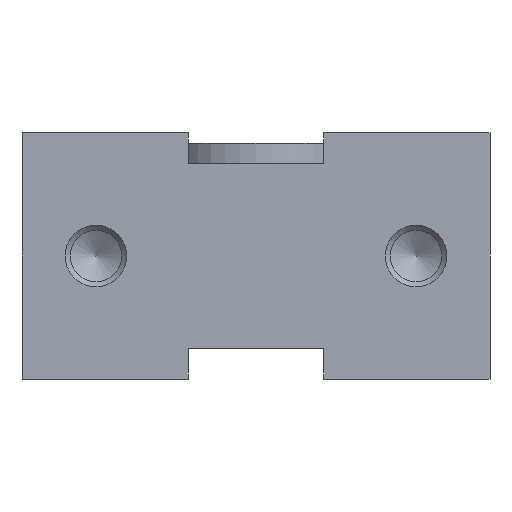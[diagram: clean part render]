
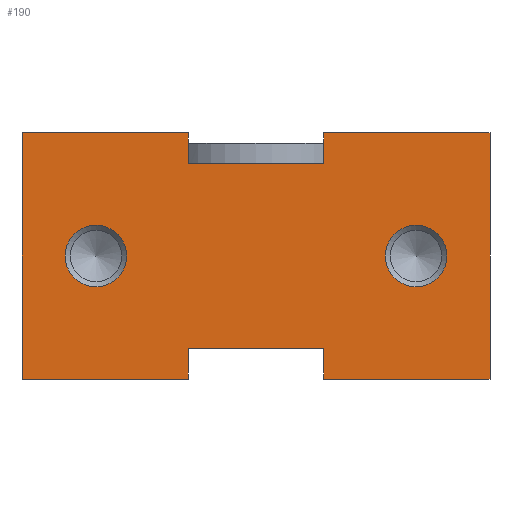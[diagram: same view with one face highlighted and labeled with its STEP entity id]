
A CAD part, front view. The second image highlights one B-rep face of the part: STEP entity #190.
In plain terms, the highlighted planar face has unit normal (0, -1, 0).
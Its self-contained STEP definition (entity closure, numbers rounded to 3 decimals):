
#190 = ADVANCED_FACE( '', ( #435, #436, #437 ), #438, .F. );
#435 = FACE_BOUND( '', #755, .T. );
#436 = FACE_BOUND( '', #756, .T. );
#437 = FACE_OUTER_BOUND( '', #757, .T. );
#438 = PLANE( '', #758 );
#755 = EDGE_LOOP( '', ( #1191 ) );
#756 = EDGE_LOOP( '', ( #1192 ) );
#757 = EDGE_LOOP( '', ( #1193, #1194, #1195, #1196, #1197, #1198, #1199, #1200, #1201, #1202, #1203, #1204 ) );
#758 = AXIS2_PLACEMENT_3D( '', #1205, #1206, #1207 );
#1191 = ORIENTED_EDGE( '', *, *, #1805, .T. );
#1192 = ORIENTED_EDGE( '', *, *, #1786, .T. );
#1193 = ORIENTED_EDGE( '', *, *, #1806, .F. );
#1194 = ORIENTED_EDGE( '', *, *, #1736, .F. );
#1195 = ORIENTED_EDGE( '', *, *, #1807, .F. );
#1196 = ORIENTED_EDGE( '', *, *, #1770, .F. );
#1197 = ORIENTED_EDGE( '', *, *, #1808, .F. );
#1198 = ORIENTED_EDGE( '', *, *, #1747, .F. );
#1199 = ORIENTED_EDGE( '', *, *, #1809, .F. );
#1200 = ORIENTED_EDGE( '', *, *, #1775, .F. );
#1201 = ORIENTED_EDGE( '', *, *, #1810, .F. );
#1202 = ORIENTED_EDGE( '', *, *, #1811, .F. );
#1203 = ORIENTED_EDGE( '', *, *, #1812, .F. );
#1204 = ORIENTED_EDGE( '', *, *, #1813, .F. );
#1205 = CARTESIAN_POINT( '', ( 0., -30.2, 0. ) );
#1206 = DIRECTION( '', ( 0., 1., 0. ) );
#1207 = DIRECTION( '', ( 0., 0., 1. ) );
#1736 = EDGE_CURVE( '', #2039, #2041, #2042, .T. );
#1747 = EDGE_CURVE( '', #2058, #2060, #2061, .T. );
#1770 = EDGE_CURVE( '', #2098, #2100, #2101, .T. );
#1775 = EDGE_CURVE( '', #2107, #2109, #2110, .T. );
#1786 = EDGE_CURVE( '', #2125, #2125, #2126, .T. );
#1805 = EDGE_CURVE( '', #2154, #2154, #2155, .T. );
#1806 = EDGE_CURVE( '', #2041, #2156, #2157, .T. );
#1807 = EDGE_CURVE( '', #2100, #2039, #2158, .T. );
#1808 = EDGE_CURVE( '', #2060, #2098, #2159, .T. );
#1809 = EDGE_CURVE( '', #2109, #2058, #2160, .T. );
#1810 = EDGE_CURVE( '', #2161, #2107, #2162, .T. );
#1811 = EDGE_CURVE( '', #2163, #2161, #2164, .T. );
#1812 = EDGE_CURVE( '', #2165, #2163, #2166, .T. );
#1813 = EDGE_CURVE( '', #2156, #2165, #2167, .T. );
#2039 = VERTEX_POINT( '', #2698 );
#2041 = VERTEX_POINT( '', #2701 );
#2042 = LINE( '', #2702, #2703 );
#2058 = VERTEX_POINT( '', #2725 );
#2060 = VERTEX_POINT( '', #2728 );
#2061 = LINE( '', #2729, #2730 );
#2098 = VERTEX_POINT( '', #2794 );
#2100 = VERTEX_POINT( '', #2797 );
#2101 = LINE( '', #2798, #2799 );
#2107 = VERTEX_POINT( '', #2806 );
#2109 = VERTEX_POINT( '', #2809 );
#2110 = LINE( '', #2810, #2811 );
#2125 = VERTEX_POINT( '', #2833 );
#2126 = CIRCLE( '', #2834, 5. );
#2154 = VERTEX_POINT( '', #2931 );
#2155 = CIRCLE( '', #2932, 5. );
#2156 = VERTEX_POINT( '', #2933 );
#2157 = LINE( '', #2934, #2935 );
#2158 = LINE( '', #2936, #2937 );
#2159 = LINE( '', #2938, #2939 );
#2160 = LINE( '', #2940, #2941 );
#2161 = VERTEX_POINT( '', #2942 );
#2162 = LINE( '', #2943, #2944 );
#2163 = VERTEX_POINT( '', #2945 );
#2164 = LINE( '', #2946, #2947 );
#2165 = VERTEX_POINT( '', #2948 );
#2166 = LINE( '', #2949, #2950 );
#2167 = LINE( '', #2951, #2952 );
#2698 = CARTESIAN_POINT( '', ( -11., -30.2, -20. ) );
#2701 = CARTESIAN_POINT( '', ( -38., -30.2, -20. ) );
#2702 = CARTESIAN_POINT( '', ( -11., -30.2, -20. ) );
#2703 = VECTOR( '', #3290, 1000. );
#2725 = CARTESIAN_POINT( '', ( 38., -30.2, -20. ) );
#2728 = CARTESIAN_POINT( '', ( 11., -30.2, -20. ) );
#2729 = CARTESIAN_POINT( '', ( 38., -30.2, -20. ) );
#2730 = VECTOR( '', #3301, 1000. );
#2794 = CARTESIAN_POINT( '', ( 11., -30.2, -15. ) );
#2797 = CARTESIAN_POINT( '', ( -11., -30.2, -15. ) );
#2798 = CARTESIAN_POINT( '', ( 11., -30.2, -15. ) );
#2799 = VECTOR( '', #3320, 1000. );
#2806 = CARTESIAN_POINT( '', ( 11., -30.2, 20. ) );
#2809 = CARTESIAN_POINT( '', ( 38., -30.2, 20. ) );
#2810 = CARTESIAN_POINT( '', ( 11., -30.2, 20. ) );
#2811 = VECTOR( '', #3326, 1000. );
#2833 = CARTESIAN_POINT( '', ( -26., -30.2, 5. ) );
#2834 = AXIS2_PLACEMENT_3D( '', #3337, #3338, #3339 );
#2931 = CARTESIAN_POINT( '', ( 26., -30.2, 5. ) );
#2932 = AXIS2_PLACEMENT_3D( '', #3364, #3365, #3366 );
#2933 = CARTESIAN_POINT( '', ( -38., -30.2, 20. ) );
#2934 = CARTESIAN_POINT( '', ( -38., -30.2, -20. ) );
#2935 = VECTOR( '', #3367, 1000. );
#2936 = CARTESIAN_POINT( '', ( -11., -30.2, -15. ) );
#2937 = VECTOR( '', #3368, 1000. );
#2938 = CARTESIAN_POINT( '', ( 11., -30.2, -20. ) );
#2939 = VECTOR( '', #3369, 1000. );
#2940 = CARTESIAN_POINT( '', ( 38., -30.2, 20. ) );
#2941 = VECTOR( '', #3370, 1000. );
#2942 = CARTESIAN_POINT( '', ( 11., -30.2, 15. ) );
#2943 = CARTESIAN_POINT( '', ( 11., -30.2, 15. ) );
#2944 = VECTOR( '', #3371, 1000. );
#2945 = CARTESIAN_POINT( '', ( -11., -30.2, 15. ) );
#2946 = CARTESIAN_POINT( '', ( -11., -30.2, 15. ) );
#2947 = VECTOR( '', #3372, 1000. );
#2948 = CARTESIAN_POINT( '', ( -11., -30.2, 20. ) );
#2949 = CARTESIAN_POINT( '', ( -11., -30.2, 20. ) );
#2950 = VECTOR( '', #3373, 1000. );
#2951 = CARTESIAN_POINT( '', ( -38., -30.2, 20. ) );
#2952 = VECTOR( '', #3374, 1000. );
#3290 = DIRECTION( '', ( -1., 0., 0. ) );
#3301 = DIRECTION( '', ( -1., 0., 0. ) );
#3320 = DIRECTION( '', ( -1., 0., 0. ) );
#3326 = DIRECTION( '', ( 1., 0., 0. ) );
#3337 = CARTESIAN_POINT( '', ( -26., -30.2, 0. ) );
#3338 = DIRECTION( '', ( 0., 1., 0. ) );
#3339 = DIRECTION( '', ( 0., 0., 1. ) );
#3364 = CARTESIAN_POINT( '', ( 26., -30.2, 0. ) );
#3365 = DIRECTION( '', ( 0., 1., 0. ) );
#3366 = DIRECTION( '', ( 0., 0., 1. ) );
#3367 = DIRECTION( '', ( 0., 0., 1. ) );
#3368 = DIRECTION( '', ( 0., 0., -1. ) );
#3369 = DIRECTION( '', ( 0., 0., 1. ) );
#3370 = DIRECTION( '', ( 0., 0., -1. ) );
#3371 = DIRECTION( '', ( 0., 0., 1. ) );
#3372 = DIRECTION( '', ( 1., 0., 0. ) );
#3373 = DIRECTION( '', ( 0., 0., -1. ) );
#3374 = DIRECTION( '', ( 1., 0., 0. ) );
